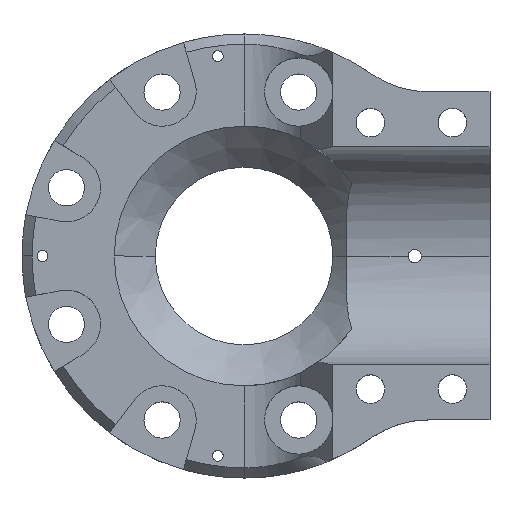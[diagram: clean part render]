
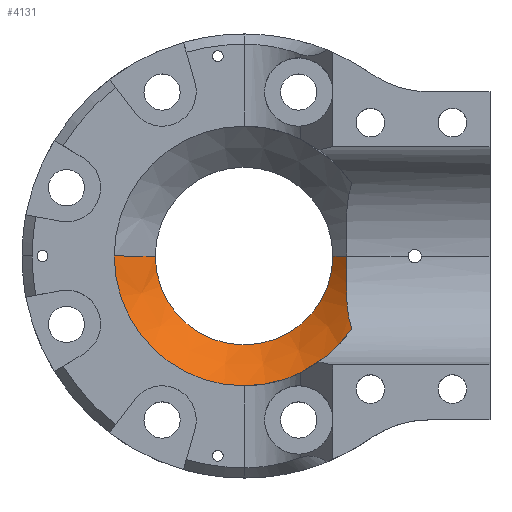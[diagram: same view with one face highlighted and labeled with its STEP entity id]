
A CAD part, top view. The second image highlights one B-rep face of the part: STEP entity #4131.
In plain terms, the highlighted conical face has half-angle 45 degrees and reference radius 13 mm.
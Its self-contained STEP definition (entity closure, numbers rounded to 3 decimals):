
#9 = CARTESIAN_POINT ( 'NONE',  ( 15.027, -6.302, 5.294 ) ) ;
#76 = DIRECTION ( 'NONE',  ( 1., 0., 0. ) ) ;
#139 = CARTESIAN_POINT ( 'NONE',  ( 0., 0., 8. ) ) ;
#203 = EDGE_CURVE ( 'NONE', #4263, #4127, #1010, .T. ) ;
#388 = CARTESIAN_POINT ( 'NONE',  ( 15.321, -9.111, 6.813 ) ) ;
#411 = AXIS2_PLACEMENT_3D ( 'NONE', #139, #2506, #3222 ) ;
#491 = CARTESIAN_POINT ( 'NONE',  ( 15., 0., 4. ) ) ;
#637 = CARTESIAN_POINT ( 'NONE',  ( 14.992, -5.28, 4.889 ) ) ;
#659 = CARTESIAN_POINT ( 'NONE',  ( 14.985, -3.308, 4.345 ) ) ;
#678 = DIRECTION ( 'NONE',  ( 0.707, 0., 0.707 ) ) ;
#732 = DIRECTION ( 'NONE',  ( 0., 0., -1. ) ) ;
#798 = EDGE_CURVE ( 'NONE', #3048, #1414, #1045, .T. ) ;
#810 = VECTOR ( 'NONE', #3548, 1000. ) ;
#935 = ORIENTED_EDGE ( 'NONE', *, *, #1480, .F. ) ;
#950 = ORIENTED_EDGE ( 'NONE', *, *, #1229, .F. ) ;
#955 = CARTESIAN_POINT ( 'NONE',  ( -19., 0., 8. ) ) ;
#995 = DIRECTION ( 'NONE',  ( 0., 0., -1. ) ) ;
#1010 = B_SPLINE_CURVE_WITH_KNOTS ( 'NONE', 3,
 ( #1647, #3009, #388, #3100, #2418, #3723, #4129, #9, #1072, #1364, #2714, #637, #4374, #1321, #4039, #2331, #659, #1029, #3699, #2376, #2504, #1779, #3163, #491 ),
 .UNSPECIFIED., .F., .F.,
 ( 4, 2, 2, 2, 2, 2, 2, 2, 1, 1, 2, 2, 4 ),
 ( 0., 0.125, 0.188, 0.219, 0.234, 0.25, 0.313, 0.344, 0.359, 0.367, 0.371, 0.375, 0.5 ),
 .UNSPECIFIED. ) ;
#1029 = CARTESIAN_POINT ( 'NONE',  ( 14.986, -3.092, 4.302 ) ) ;
#1045 = CIRCLE ( 'NONE', #3240, 19. ) ;
#1072 = CARTESIAN_POINT ( 'NONE',  ( 15.022, -6.191, 5.247 ) ) ;
#1108 = AXIS2_PLACEMENT_3D ( 'NONE', #3455, #4128, #76 ) ;
#1158 = CARTESIAN_POINT ( 'NONE',  ( 13., 0., 2. ) ) ;
#1229 = EDGE_CURVE ( 'NONE', #4263, #3048, #4247, .T. ) ;
#1310 = CIRCLE ( 'NONE', #3802, 13. ) ;
#1321 = CARTESIAN_POINT ( 'NONE',  ( 14.983, -4.097, 4.531 ) ) ;
#1354 = CARTESIAN_POINT ( 'NONE',  ( 0.092, -19., 8. ) ) ;
#1364 = CARTESIAN_POINT ( 'NONE',  ( 15.013, -5.968, 5.155 ) ) ;
#1414 = VERTEX_POINT ( 'NONE', #955 ) ;
#1480 = EDGE_CURVE ( 'NONE', #3586, #4127, #2328, .T. ) ;
#1599 = ORIENTED_EDGE ( 'NONE', *, *, #3122, .T. ) ;
#1647 = CARTESIAN_POINT ( 'NONE',  ( 15.78, -10.583, 8. ) ) ;
#1758 = CARTESIAN_POINT ( 'NONE',  ( 15., 0., 4. ) ) ;
#1779 = CARTESIAN_POINT ( 'NONE',  ( 14.993, -1.923, 4.087 ) ) ;
#1950 = CONICAL_SURFACE ( 'NONE', #1108, 13., 0.785 ) ;
#2182 = CARTESIAN_POINT ( 'NONE',  ( -13., 0., 2. ) ) ;
#2328 = LINE ( 'NONE', #3720, #2716 ) ;
#2331 = CARTESIAN_POINT ( 'NONE',  ( 14.984, -3.492, 4.385 ) ) ;
#2376 = CARTESIAN_POINT ( 'NONE',  ( 14.987, -2.937, 4.272 ) ) ;
#2418 = CARTESIAN_POINT ( 'NONE',  ( 15.103, -7.489, 5.853 ) ) ;
#2424 = EDGE_CURVE ( 'NONE', #2610, #1414, #2457, .T. ) ;
#2457 = LINE ( 'NONE', #2182, #810 ) ;
#2467 = ORIENTED_EDGE ( 'NONE', *, *, #203, .T. ) ;
#2504 = CARTESIAN_POINT ( 'NONE',  ( 14.987, -2.905, 4.266 ) ) ;
#2506 = DIRECTION ( 'NONE',  ( 0., 0., -1. ) ) ;
#2610 = VERTEX_POINT ( 'NONE', #3236 ) ;
#2714 = CARTESIAN_POINT ( 'NONE',  ( 15.009, -5.857, 5.111 ) ) ;
#2716 = VECTOR ( 'NONE', #678, 1000. ) ;
#3009 = CARTESIAN_POINT ( 'NONE',  ( 15.501, -9.871, 7.372 ) ) ;
#3016 = FACE_OUTER_BOUND ( 'NONE', #3559, .T. ) ;
#3021 = CARTESIAN_POINT ( 'NONE',  ( 0., 0., 2. ) ) ;
#3048 = VERTEX_POINT ( 'NONE', #1354 ) ;
#3100 = CARTESIAN_POINT ( 'NONE',  ( 15.145, -7.903, 6.08 ) ) ;
#3122 = EDGE_CURVE ( 'NONE', #3586, #2610, #1310, .T. ) ;
#3163 = CARTESIAN_POINT ( 'NONE',  ( 15., -0.975, 4. ) ) ;
#3222 = DIRECTION ( 'NONE',  ( -1., 0., 0. ) ) ;
#3236 = CARTESIAN_POINT ( 'NONE',  ( -13., 0., 2. ) ) ;
#3240 = AXIS2_PLACEMENT_3D ( 'NONE', #4114, #732, #3440 ) ;
#3287 = CARTESIAN_POINT ( 'NONE',  ( 15.78, -10.583, 8. ) ) ;
#3440 = DIRECTION ( 'NONE',  ( -1., 0., 0. ) ) ;
#3455 = CARTESIAN_POINT ( 'NONE',  ( 0., 0., 2. ) ) ;
#3459 = ORIENTED_EDGE ( 'NONE', *, *, #798, .F. ) ;
#3465 = DIRECTION ( 'NONE',  ( -1., 0., 0. ) ) ;
#3480 = ORIENTED_EDGE ( 'NONE', *, *, #2424, .T. ) ;
#3548 = DIRECTION ( 'NONE',  ( -0.707, 0., 0.707 ) ) ;
#3559 = EDGE_LOOP ( 'NONE', ( #1599, #3480, #3459, #950, #2467, #935 ) ) ;
#3586 = VERTEX_POINT ( 'NONE', #1158 ) ;
#3699 = CARTESIAN_POINT ( 'NONE',  ( 14.987, -2.999, 4.284 ) ) ;
#3720 = CARTESIAN_POINT ( 'NONE',  ( 13., 0., 2. ) ) ;
#3723 = CARTESIAN_POINT ( 'NONE',  ( 15.055, -6.848, 5.539 ) ) ;
#3802 = AXIS2_PLACEMENT_3D ( 'NONE', #3021, #995, #3465 ) ;
#4039 = CARTESIAN_POINT ( 'NONE',  ( 14.983, -3.857, 4.47 ) ) ;
#4114 = CARTESIAN_POINT ( 'NONE',  ( 0., 0., 8. ) ) ;
#4127 = VERTEX_POINT ( 'NONE', #1758 ) ;
#4128 = DIRECTION ( 'NONE',  ( 0., 0., 1. ) ) ;
#4129 = CARTESIAN_POINT ( 'NONE',  ( 15.043, -6.632, 5.438 ) ) ;
#4131 = ADVANCED_FACE ( 'NONE', ( #3016 ), #1950, .F. ) ;
#4247 = CIRCLE ( 'NONE', #411, 19. ) ;
#4263 = VERTEX_POINT ( 'NONE', #3287 ) ;
#4374 = CARTESIAN_POINT ( 'NONE',  ( 14.986, -4.812, 4.733 ) ) ;
